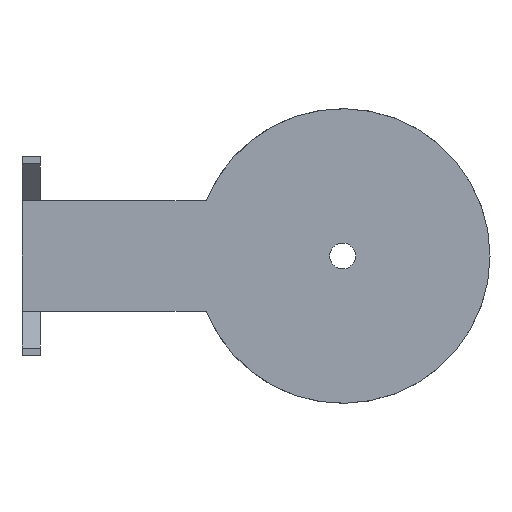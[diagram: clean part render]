
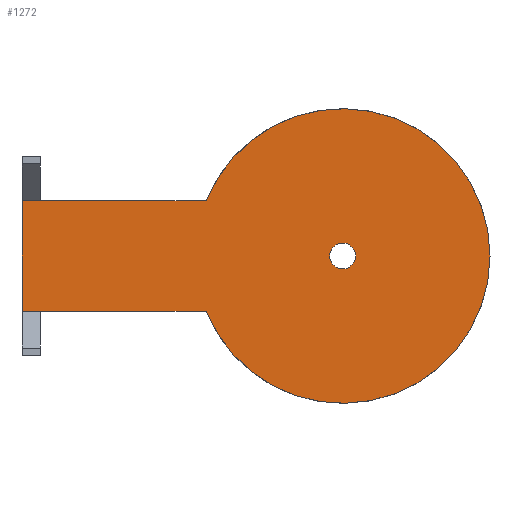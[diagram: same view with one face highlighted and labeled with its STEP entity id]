
A CAD part, left-side view. The second image highlights one B-rep face of the part: STEP entity #1272.
In plain terms, the highlighted planar face has unit normal (-1, 0, 0).
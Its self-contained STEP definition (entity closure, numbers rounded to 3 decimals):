
#1=CARTESIAN_POINT('',(-30.,0.,0.));
#2=DIRECTION('',(1.,0.,0.));
#3=DIRECTION('',(0.,0.,1.));
#4=AXIS2_PLACEMENT_3D('',#1,#2,#3);
#6=CARTESIAN_POINT('',(-30.,0.,0.));
#7=DIRECTION('',(1.,0.,0.));
#8=DIRECTION('',(0.,0.,-1.));
#9=AXIS2_PLACEMENT_3D('',#6,#7,#8);
#11=DIRECTION('',(0.,-1.,0.));
#12=VECTOR('',#11,5.);
#13=CARTESIAN_POINT('',(-30.,87.081,-15.));
#14=LINE('',#13,#12);
#15=DIRECTION('',(0.,0.,-1.));
#16=VECTOR('',#15,30.);
#17=CARTESIAN_POINT('',(-30.,87.081,15.));
#18=LINE('',#17,#16);
#19=DIRECTION('',(0.,1.,0.));
#20=VECTOR('',#19,5.);
#21=CARTESIAN_POINT('',(-30.,82.081,15.));
#22=LINE('',#21,#20);
#23=DIRECTION('',(0.,1.,0.));
#24=VECTOR('',#23,45.);
#25=CARTESIAN_POINT('',(-30.,37.081,15.));
#26=LINE('',#25,#24);
#27=CARTESIAN_POINT('',(-30.,0.,0.));
#28=DIRECTION('',(1.,0.,0.));
#29=DIRECTION('',(0.,0.927,0.375));
#30=AXIS2_PLACEMENT_3D('',#27,#28,#29);
#32=CARTESIAN_POINT('',(-30.,0.,0.));
#33=DIRECTION('',(1.,0.,0.));
#34=DIRECTION('',(0.,-1.,0.));
#35=AXIS2_PLACEMENT_3D('',#32,#33,#34);
#37=DIRECTION('',(0.,-1.,0.));
#38=VECTOR('',#37,45.);
#39=CARTESIAN_POINT('',(-30.,82.081,-15.));
#40=LINE('',#39,#38);
#957=CARTESIAN_POINT('',(-30.,0.,3.5));
#958=CARTESIAN_POINT('',(-30.,0.,-3.5));
#959=VERTEX_POINT('',#957);
#960=VERTEX_POINT('',#958);
#1033=CARTESIAN_POINT('',(-30.,-40.,0.));
#1034=VERTEX_POINT('',#1033);
#1111=CARTESIAN_POINT('',(-30.,37.081,-15.));
#1112=VERTEX_POINT('',#1111);
#1115=CARTESIAN_POINT('',(-30.,37.081,15.));
#1116=VERTEX_POINT('',#1115);
#1133=CARTESIAN_POINT('',(-30.,87.081,15.));
#1135=VERTEX_POINT('',#1133);
#1139=CARTESIAN_POINT('',(-30.,82.081,15.));
#1140=VERTEX_POINT('',#1139);
#1157=CARTESIAN_POINT('',(-30.,82.081,-15.));
#1159=VERTEX_POINT('',#1157);
#1163=CARTESIAN_POINT('',(-30.,87.081,-15.));
#1164=VERTEX_POINT('',#1163);
#1245=CARTESIAN_POINT('',(-30.,0.,0.));
#1246=DIRECTION('',(1.,0.,0.));
#1247=DIRECTION('',(0.,-1.,0.));
#1248=AXIS2_PLACEMENT_3D('',#1245,#1246,#1247);
#1249=PLANE('',#1248);
#1251=ORIENTED_EDGE('',*,*,#1250,.F.);
#1253=ORIENTED_EDGE('',*,*,#1252,.F.);
#1255=ORIENTED_EDGE('',*,*,#1254,.F.);
#1257=ORIENTED_EDGE('',*,*,#1256,.F.);
#1259=ORIENTED_EDGE('',*,*,#1258,.T.);
#1261=ORIENTED_EDGE('',*,*,#1260,.T.);
#1263=ORIENTED_EDGE('',*,*,#1262,.F.);
#1264=EDGE_LOOP('',(#1251,#1253,#1255,#1257,#1259,#1261,#1263));
#1265=FACE_OUTER_BOUND('',#1264,.F.);
#1267=ORIENTED_EDGE('',*,*,#1266,.F.);
#1269=ORIENTED_EDGE('',*,*,#1268,.F.);
#1270=EDGE_LOOP('',(#1267,#1269));
#1271=FACE_BOUND('',#1270,.F.);
#1272=ADVANCED_FACE('',(#1265,#1271),#1249,.F.);
#5=CIRCLE('',#4,3.5);
#10=CIRCLE('',#9,3.5);
#31=CIRCLE('',#30,40.);
#36=CIRCLE('',#35,40.);
#1250=EDGE_CURVE('',#1164,#1159,#14,.T.);
#1252=EDGE_CURVE('',#1135,#1164,#18,.T.);
#1254=EDGE_CURVE('',#1140,#1135,#22,.T.);
#1256=EDGE_CURVE('',#1116,#1140,#26,.T.);
#1258=EDGE_CURVE('',#1116,#1034,#31,.T.);
#1260=EDGE_CURVE('',#1034,#1112,#36,.T.);
#1262=EDGE_CURVE('',#1159,#1112,#40,.T.);
#1266=EDGE_CURVE('',#959,#960,#5,.T.);
#1268=EDGE_CURVE('',#960,#959,#10,.T.);
